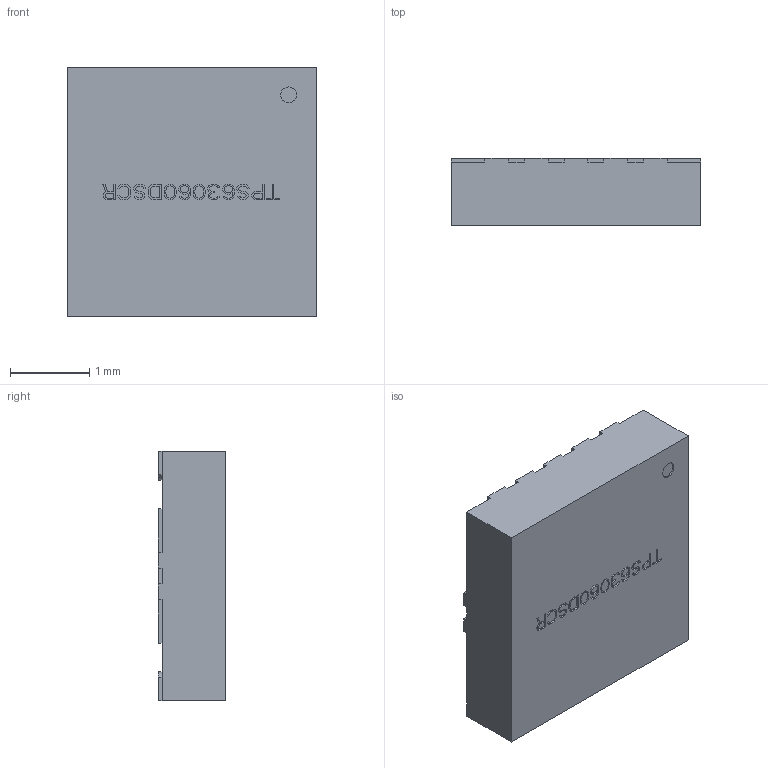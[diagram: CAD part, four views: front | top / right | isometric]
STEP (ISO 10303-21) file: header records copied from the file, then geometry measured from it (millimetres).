
FILE_DESCRIPTION (( 'STEP AP214' ), '1' );
FILE_NAME ('C378D567-770D-479F-84ED-10B8E4E1B831.STEP', '2022-10-15T07:53:23', ( '' ), ( '' ), 'SwSTEP 2.0', 'SolidWorks 2022', '' );
FILE_SCHEMA (( 'AUTOMOTIVE_DESIGN' ));
Length unit declared in the file: millimetre
Products named in the file (1): C378D567-770D-479F-84ED-10B8E4E1B831
Bounding box: 3.15 x 0.85 x 3.15 mm (x, y, z)
Volume: 8.2 mm3; surface area: 31.4 mm2
Topology: 1 solids, 1 shells, 596 faces, 1722 edges, 1148 vertices
Faces by surface type: plane 574, cylinder 22
Entity records: 19497 total; most frequent: CARTESIAN_POINT 3467, ORIENTED_EDGE 3444, DIRECTION 2960, EDGE_CURVE 1722, VECTOR 1678, LINE 1678, VERTEX_POINT 1148, AXIS2_PLACEMENT_3D 641
